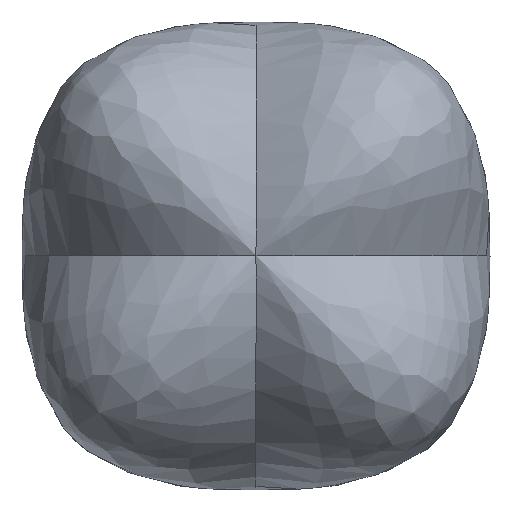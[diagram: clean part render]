
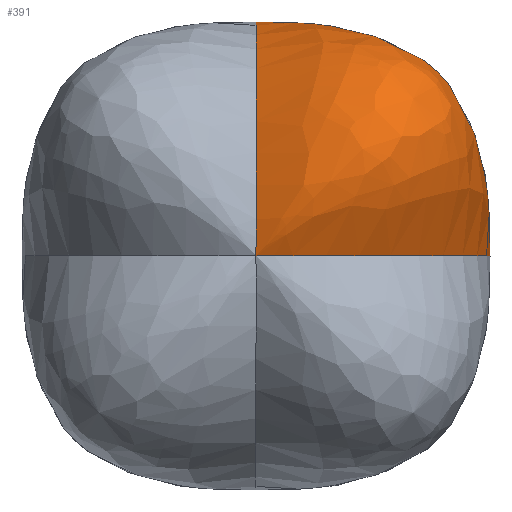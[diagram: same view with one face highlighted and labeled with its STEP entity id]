
A CAD part, top view. The second image highlights one B-rep face of the part: STEP entity #391.
In plain terms, the highlighted free-form (B-spline) face has degree [2, 2] with [3, 3] control points.
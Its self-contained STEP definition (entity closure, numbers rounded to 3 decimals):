
#21 = EDGE_CURVE('',#22,#24,#26,.T.);
#22 = VERTEX_POINT('',#23);
#23 = CARTESIAN_POINT('',(0.,0.025,0.));
#24 = VERTEX_POINT('',#25);
#25 = CARTESIAN_POINT('',(0.,0.,
    0.025));
#26 = SURFACE_CURVE('',#27,(#31,#48),.PCURVE_S1.);
#27 = ( BOUNDED_CURVE() B_SPLINE_CURVE(2,(#28,#29,#30),.UNSPECIFIED.,.F.
,.F.) B_SPLINE_CURVE_WITH_KNOTS((3,3),(0.,1.571),
.PIECEWISE_BEZIER_KNOTS.) CURVE() GEOMETRIC_REPRESENTATION_ITEM() 
RATIONAL_B_SPLINE_CURVE((1.,0.707,1.)) REPRESENTATION_ITEM('') 
  );
#28 = CARTESIAN_POINT('',(0.,0.025,0.));
#29 = CARTESIAN_POINT('',(0.,0.025,
    0.025));
#30 = CARTESIAN_POINT('',(0.,0.,
    0.025));
#31 = PCURVE('',#32,#42);
#32 = ( BOUNDED_SURFACE() B_SPLINE_SURFACE(2,2,(
    (#33,#34,#35)
    ,(#36,#37,#38)
    ,(#39,#40,#41
)),.UNSPECIFIED.,.F.,.F.,.F.) B_SPLINE_SURFACE_WITH_KNOTS((3,3),(3,3),(
    1.571,3.142),(0.,1.571),
.PIECEWISE_BEZIER_KNOTS.) GEOMETRIC_REPRESENTATION_ITEM() 
RATIONAL_B_SPLINE_SURFACE((
    (1.,0.707,1.)
    ,(0.707,0.5,0.707)
,(1.,0.707,1.))) REPRESENTATION_ITEM('') SURFACE() );
#33 = CARTESIAN_POINT('',(0.,0.025,0.));
#34 = CARTESIAN_POINT('',(0.,0.025,
    0.025));
#35 = CARTESIAN_POINT('',(0.,0.,
    0.025));
#36 = CARTESIAN_POINT('',(-0.025,0.025,0.));
#37 = CARTESIAN_POINT('',(-0.051,0.051,
    0.051));
#38 = CARTESIAN_POINT('',(0.,0.,
    0.025));
#39 = CARTESIAN_POINT('',(-0.025,0.,0.));
#40 = CARTESIAN_POINT('',(-0.025,0.,
    0.025));
#41 = CARTESIAN_POINT('',(0.,0.,
    0.025));
#42 = DEFINITIONAL_REPRESENTATION('',(#43),#47);
#43 = LINE('',#44,#45);
#44 = CARTESIAN_POINT('',(1.571,0.));
#45 = VECTOR('',#46,1.);
#46 = DIRECTION('',(0.,1.));
#47 = ( GEOMETRIC_REPRESENTATION_CONTEXT(2) 
PARAMETRIC_REPRESENTATION_CONTEXT() REPRESENTATION_CONTEXT('2D SPACE',''
  ) );
#48 = PCURVE('',#49,#59);
#49 = ( BOUNDED_SURFACE() B_SPLINE_SURFACE(2,2,(
    (#50,#51,#52)
    ,(#53,#54,#55)
    ,(#56,#57,#58
)),.UNSPECIFIED.,.F.,.F.,.F.) B_SPLINE_SURFACE_WITH_KNOTS((3,3),(3,3),(
    0.,1.571),(0.,1.571),.PIECEWISE_BEZIER_KNOTS.) 
GEOMETRIC_REPRESENTATION_ITEM() RATIONAL_B_SPLINE_SURFACE((
    (1.,0.707,1.)
    ,(0.707,0.5,0.707)
,(1.,0.707,1.))) REPRESENTATION_ITEM('') SURFACE() );
#50 = CARTESIAN_POINT('',(0.025,0.,0.));
#51 = CARTESIAN_POINT('',(0.025,0.,0.025));
#52 = CARTESIAN_POINT('',(0.,0.,0.025));
#53 = CARTESIAN_POINT('',(0.025,0.025,0.));
#54 = CARTESIAN_POINT('',(0.051,0.051,
    0.051));
#55 = CARTESIAN_POINT('',(0.,0.,
    0.025));
#56 = CARTESIAN_POINT('',(0.,0.025,0.));
#57 = CARTESIAN_POINT('',(0.,0.025,
    0.025));
#58 = CARTESIAN_POINT('',(0.,0.,
    0.025));
#59 = DEFINITIONAL_REPRESENTATION('',(#60),#64);
#60 = LINE('',#61,#62);
#61 = CARTESIAN_POINT('',(1.571,0.));
#62 = VECTOR('',#63,1.);
#63 = DIRECTION('',(0.,1.));
#64 = ( GEOMETRIC_REPRESENTATION_CONTEXT(2) 
PARAMETRIC_REPRESENTATION_CONTEXT() REPRESENTATION_CONTEXT('2D SPACE',''
  ) );
#181 = ( BOUNDED_SURFACE() B_SPLINE_SURFACE(2,2,(
    (#182,#183,#184)
    ,(#185,#186,#187)
    ,(#188,#189,#190
)),.UNSPECIFIED.,.F.,.F.,.F.) B_SPLINE_SURFACE_WITH_KNOTS((3,3),(3,3),(
    4.712,6.283),(0.,1.571),
.PIECEWISE_BEZIER_KNOTS.) GEOMETRIC_REPRESENTATION_ITEM() 
RATIONAL_B_SPLINE_SURFACE((
    (1.,0.707,1.)
    ,(0.707,0.5,0.707)
,(1.,0.707,1.))) REPRESENTATION_ITEM('') SURFACE() );
#182 = CARTESIAN_POINT('',(0.,-0.025,0.));
#183 = CARTESIAN_POINT('',(0.,-0.025,
    0.025));
#184 = CARTESIAN_POINT('',(0.,0.,
    0.025));
#185 = CARTESIAN_POINT('',(0.025,-0.025,0.));
#186 = CARTESIAN_POINT('',(0.051,-0.051,
    0.051));
#187 = CARTESIAN_POINT('',(0.,0.,
    0.025));
#188 = CARTESIAN_POINT('',(0.025,0.,0.));
#189 = CARTESIAN_POINT('',(0.025,0.,
    0.025));
#190 = CARTESIAN_POINT('',(0.,0.,
    0.025));
#203 = VERTEX_POINT('',#204);
#204 = CARTESIAN_POINT('',(0.025,0.,0.));
#235 = EDGE_CURVE('',#203,#24,#236,.T.);
#236 = SURFACE_CURVE('',#237,(#241,#248),.PCURVE_S1.);
#237 = ( BOUNDED_CURVE() B_SPLINE_CURVE(2,(#238,#239,#240),
.UNSPECIFIED.,.F.,.F.) B_SPLINE_CURVE_WITH_KNOTS((3,3),(0.,
1.571),.PIECEWISE_BEZIER_KNOTS.) CURVE() 
GEOMETRIC_REPRESENTATION_ITEM() RATIONAL_B_SPLINE_CURVE((1.,
0.707,1.)) REPRESENTATION_ITEM('') );
#238 = CARTESIAN_POINT('',(0.025,0.,0.));
#239 = CARTESIAN_POINT('',(0.025,0.,
    0.025));
#240 = CARTESIAN_POINT('',(0.,0.,
    0.025));
#241 = PCURVE('',#181,#242);
#242 = DEFINITIONAL_REPRESENTATION('',(#243),#247);
#243 = LINE('',#244,#245);
#244 = CARTESIAN_POINT('',(6.283,0.));
#245 = VECTOR('',#246,1.);
#246 = DIRECTION('',(0.,1.));
#247 = ( GEOMETRIC_REPRESENTATION_CONTEXT(2) 
PARAMETRIC_REPRESENTATION_CONTEXT() REPRESENTATION_CONTEXT('2D SPACE',''
  ) );
#248 = PCURVE('',#49,#249);
#249 = DEFINITIONAL_REPRESENTATION('',(#250),#254);
#250 = LINE('',#251,#252);
#251 = CARTESIAN_POINT('',(0.,0.));
#252 = VECTOR('',#253,1.);
#253 = DIRECTION('',(0.,1.));
#254 = ( GEOMETRIC_REPRESENTATION_CONTEXT(2) 
PARAMETRIC_REPRESENTATION_CONTEXT() REPRESENTATION_CONTEXT('2D SPACE',''
  ) );
#296 = ( BOUNDED_SURFACE() B_SPLINE_SURFACE(2,2,(
    (#297,#298,#299)
    ,(#300,#301,#302)
    ,(#303,#304,#305
)),.UNSPECIFIED.,.F.,.F.,.F.) B_SPLINE_SURFACE_WITH_KNOTS((3,3),(3,3),(
    0.,1.571),(-1.571,0.),.PIECEWISE_BEZIER_KNOTS.) 
GEOMETRIC_REPRESENTATION_ITEM() RATIONAL_B_SPLINE_SURFACE((
    (1.,0.707,1.)
    ,(0.707,0.5,0.707)
,(1.,0.707,1.))) REPRESENTATION_ITEM('') SURFACE() );
#297 = CARTESIAN_POINT('',(0.,0.,-0.025));
#298 = CARTESIAN_POINT('',(0.025,0.,-0.025));
#299 = CARTESIAN_POINT('',(0.025,0.,0.));
#300 = CARTESIAN_POINT('',(0.,0.,
    -0.025));
#301 = CARTESIAN_POINT('',(0.051,0.051,
    -0.051));
#302 = CARTESIAN_POINT('',(0.025,0.025,0.));
#303 = CARTESIAN_POINT('',(0.,0.,
    -0.025));
#304 = CARTESIAN_POINT('',(0.,0.025,
    -0.025));
#305 = CARTESIAN_POINT('',(0.,0.025,0.));
#371 = EDGE_CURVE('',#203,#22,#372,.T.);
#372 = SURFACE_CURVE('',#373,(#377,#384),.PCURVE_S1.);
#373 = ( BOUNDED_CURVE() B_SPLINE_CURVE(2,(#374,#375,#376),
.UNSPECIFIED.,.F.,.F.) B_SPLINE_CURVE_WITH_KNOTS((3,3),(0.,
1.571),.PIECEWISE_BEZIER_KNOTS.) CURVE() 
GEOMETRIC_REPRESENTATION_ITEM() RATIONAL_B_SPLINE_CURVE((1.,
0.707,1.)) REPRESENTATION_ITEM('') );
#374 = CARTESIAN_POINT('',(0.025,0.,0.));
#375 = CARTESIAN_POINT('',(0.025,0.025,0.));
#376 = CARTESIAN_POINT('',(0.,0.025,0.));
#377 = PCURVE('',#296,#378);
#378 = DEFINITIONAL_REPRESENTATION('',(#379),#383);
#379 = LINE('',#380,#381);
#380 = CARTESIAN_POINT('',(0.,0.));
#381 = VECTOR('',#382,1.);
#382 = DIRECTION('',(1.,0.));
#383 = ( GEOMETRIC_REPRESENTATION_CONTEXT(2) 
PARAMETRIC_REPRESENTATION_CONTEXT() REPRESENTATION_CONTEXT('2D SPACE',''
  ) );
#384 = PCURVE('',#49,#385);
#385 = DEFINITIONAL_REPRESENTATION('',(#386),#390);
#386 = LINE('',#387,#388);
#387 = CARTESIAN_POINT('',(0.,0.));
#388 = VECTOR('',#389,1.);
#389 = DIRECTION('',(1.,0.));
#390 = ( GEOMETRIC_REPRESENTATION_CONTEXT(2) 
PARAMETRIC_REPRESENTATION_CONTEXT() REPRESENTATION_CONTEXT('2D SPACE',''
  ) );
#391 = ADVANCED_FACE('',(#392),#49,.T.);
#392 = FACE_BOUND('',#393,.T.);
#393 = EDGE_LOOP('',(#394,#395,#396));
#394 = ORIENTED_EDGE('',*,*,#235,.F.);
#395 = ORIENTED_EDGE('',*,*,#371,.T.);
#396 = ORIENTED_EDGE('',*,*,#21,.T.);
